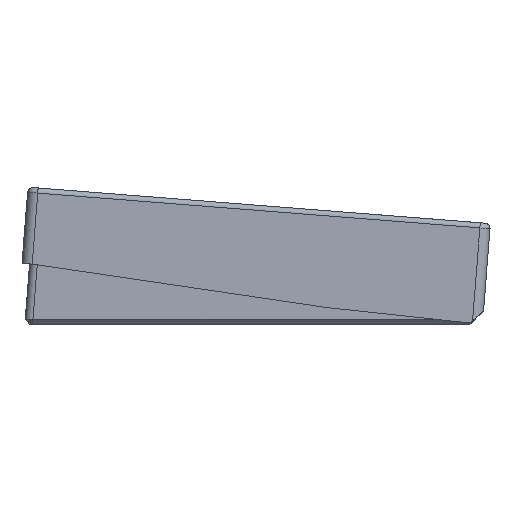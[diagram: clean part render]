
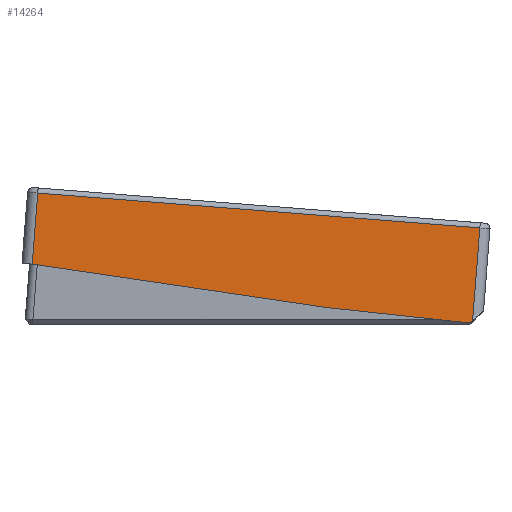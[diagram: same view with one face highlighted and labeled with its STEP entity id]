
A CAD part, left-side view. The second image highlights one B-rep face of the part: STEP entity #14264.
In plain terms, the highlighted planar face has unit normal (-1, 0, 0).
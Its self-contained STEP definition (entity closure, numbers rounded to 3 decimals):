
#194=B_SPLINE_CURVE_WITH_KNOTS('',3,(#21023,#21024,#21025,#21026,#21027,
#21028),.UNSPECIFIED.,.F.,.F.,(4,2,4),(0.202,4.122,
8.325),.UNSPECIFIED.);
#571=FACE_OUTER_BOUND('',#1325,.T.);
#1325=EDGE_LOOP('',(#9579,#9580,#9581,#9582,#9583));
#2871=LINE('',#21000,#4371);
#2875=LINE('',#21021,#4375);
#2876=LINE('',#21030,#4376);
#2877=LINE('',#21031,#4377);
#4371=VECTOR('',#16618,10.);
#4375=VECTOR('',#16632,10.);
#4376=VECTOR('',#16633,10.);
#4377=VECTOR('',#16634,10.);
#5895=VERTEX_POINT('',#20992);
#5897=VERTEX_POINT('',#20998);
#5900=VERTEX_POINT('',#21020);
#5901=VERTEX_POINT('',#21022);
#5902=VERTEX_POINT('',#21029);
#7362=EDGE_CURVE('',#5897,#5895,#2871,.T.);
#7369=EDGE_CURVE('',#5900,#5897,#2875,.T.);
#7370=EDGE_CURVE('',#5900,#5901,#194,.T.);
#7371=EDGE_CURVE('',#5901,#5902,#2876,.T.);
#7372=EDGE_CURVE('',#5895,#5902,#2877,.T.);
#9579=ORIENTED_EDGE('',*,*,#7362,.F.);
#9580=ORIENTED_EDGE('',*,*,#7369,.F.);
#9581=ORIENTED_EDGE('',*,*,#7370,.T.);
#9582=ORIENTED_EDGE('',*,*,#7371,.T.);
#9583=ORIENTED_EDGE('',*,*,#7372,.F.);
#13839=PLANE('',#15093);
#14264=ADVANCED_FACE('',(#571),#13839,.T.);
#15093=AXIS2_PLACEMENT_3D('',#21019,#16630,#16631);
#16618=DIRECTION('',(0.,-1.,0.));
#16630=DIRECTION('center_axis',(-1.,0.,0.));
#16631=DIRECTION('ref_axis',(0.,0.,1.));
#16632=DIRECTION('',(0.,0.,1.));
#16633=DIRECTION('',(0.,-0.707,0.707));
#16634=DIRECTION('',(0.,0.,-1.));
#20992=CARTESIAN_POINT('',(-4.5,-81.7,4.));
#20998=CARTESIAN_POINT('',(-4.5,5.5,4.));
#21000=CARTESIAN_POINT('',(-4.5,-16.05,4.));
#21019=CARTESIAN_POINT('Origin',(-4.5,6.,0.));
#21020=CARTESIAN_POINT('',(-4.5,5.5,-10.008));
#21021=CARTESIAN_POINT('',(-4.5,5.5,0.));
#21022=CARTESIAN_POINT('',(-4.5,-81.205,-14.795));
#21023=CARTESIAN_POINT('Ctrl Pts',(-4.5,5.5,-10.008));
#21024=CARTESIAN_POINT('Ctrl Pts',(-4.5,-7.364,
-10.117));
#21025=CARTESIAN_POINT('Ctrl Pts',(-4.5,-18.35,
-11.261));
#21026=CARTESIAN_POINT('Ctrl Pts',(-4.5,-45.21,
-13.621));
#21027=CARTESIAN_POINT('Ctrl Pts',(-4.5,-60.25,-14.714));
#21028=CARTESIAN_POINT('Ctrl Pts',(-4.5,-81.205,-14.795));
#21029=CARTESIAN_POINT('',(-4.5,-81.7,-14.3));
#21030=CARTESIAN_POINT('',(-4.5,-64.35,-31.65));
#21031=CARTESIAN_POINT('',(-4.5,-81.7,0.));
